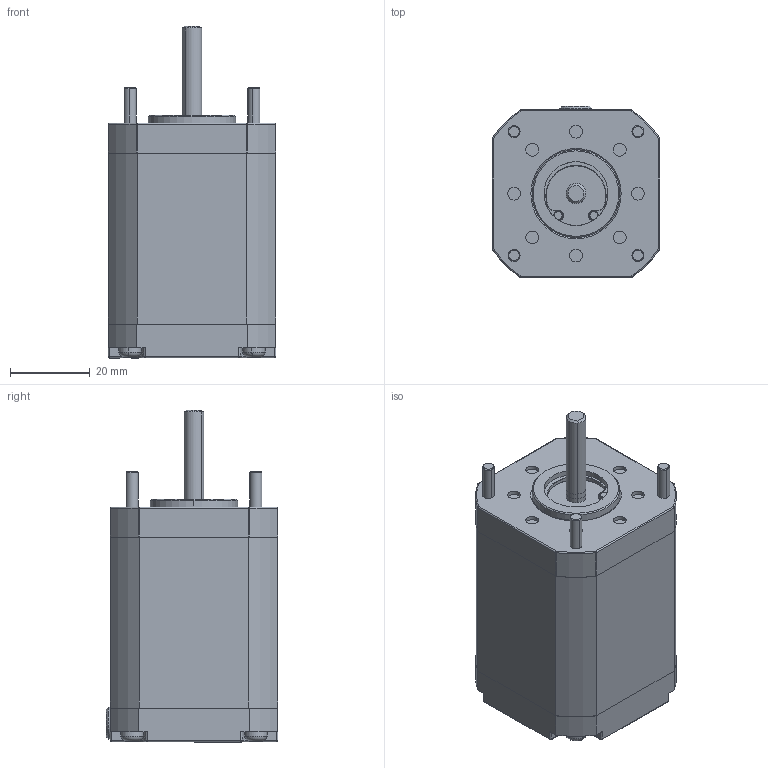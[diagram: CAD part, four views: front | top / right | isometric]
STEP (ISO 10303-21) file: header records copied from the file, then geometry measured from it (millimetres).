
FILE_DESCRIPTION (( 'STEP AP203' ), '1' );
FILE_NAME ('D42-3.STEP', '2018-04-04T12:48:39', ( '' ), ( '' ), 'SwSTEP 2.0', 'SolidWorks 2018', '' );
FILE_SCHEMA (( 'CONFIG_CONTROL_DESIGN' ));
Length unit declared in the file: millimetre
Products named in the file (1): D42-3
Bounding box: 42 x 43 x 83.1 mm (x, y, z)
Volume: 93364.6 mm3; surface area: 17448.2 mm2
Topology: 2 solids, 2 shells, 486 faces, 1213 edges, 728 vertices
Faces by surface type: cylinder 250, plane 126, torus 78, cone 16, sphere 16
Entity records: 14694 total; most frequent: DIRECTION 2885, CARTESIAN_POINT 2490, ORIENTED_EDGE 2402, AXIS2_PLACEMENT_3D 1215, EDGE_CURVE 1201, VERTEX_POINT 728, CIRCLE 728, EDGE_LOOP 535
